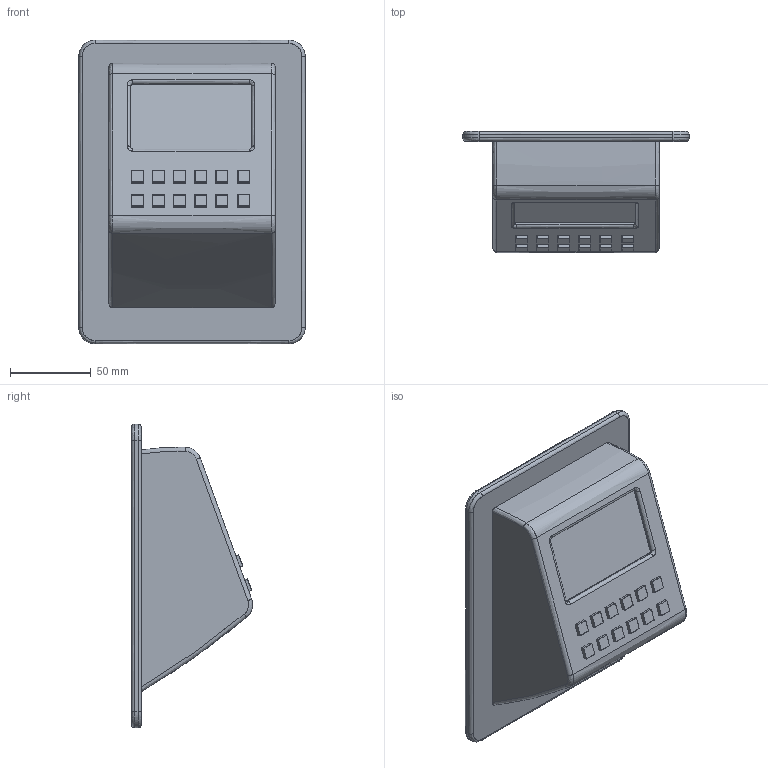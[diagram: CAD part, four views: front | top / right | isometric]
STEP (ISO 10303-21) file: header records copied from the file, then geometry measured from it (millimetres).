
FILE_DESCRIPTION(/* description */ ('Generated from Alias Stage'),/* implementation_level */ '2;1');
FILE_NAME(/* name */ 'Display and Button Bezel',/* time_stamp */ '2020-04-15T22:49:19-04:00',/* author */ (''),/* organization */ ('Alias Systems'),/* preprocessor_version */ 'ST-DEVELOPER v11',/* originating_system */ 'Autodesk OpenModel 2011',/* authorisation */ '');
FILE_SCHEMA (('AUTOMOTIVE_DESIGN { 1 2 10303 214 1 1 1 1 }'));
Length unit declared in the file: millimetre
Products named in the file (1): Display and Button Bezel
Bounding box: 139.86 x 74.86 x 187.72 mm (x, y, z)
Surface area: 100352.1 mm2 (no closed solid volume)
Topology: 0 solids, 0 shells, 283 faces, 1312 edges, 1312 vertices
Faces by surface type: bspline 283
Entity records: 16428 total; most frequent: CARTESIAN_POINT 12973, DEFINITIONAL_REPRESENTATION 920, PCURVE 920, COMPOSITE_CURVE_SEGMENT 920, STYLED_ITEM 283, OUTER_BOUNDARY_CURVE 185, CURVE_BOUNDED_SURFACE 185, BOUNDARY_CURVE 15
